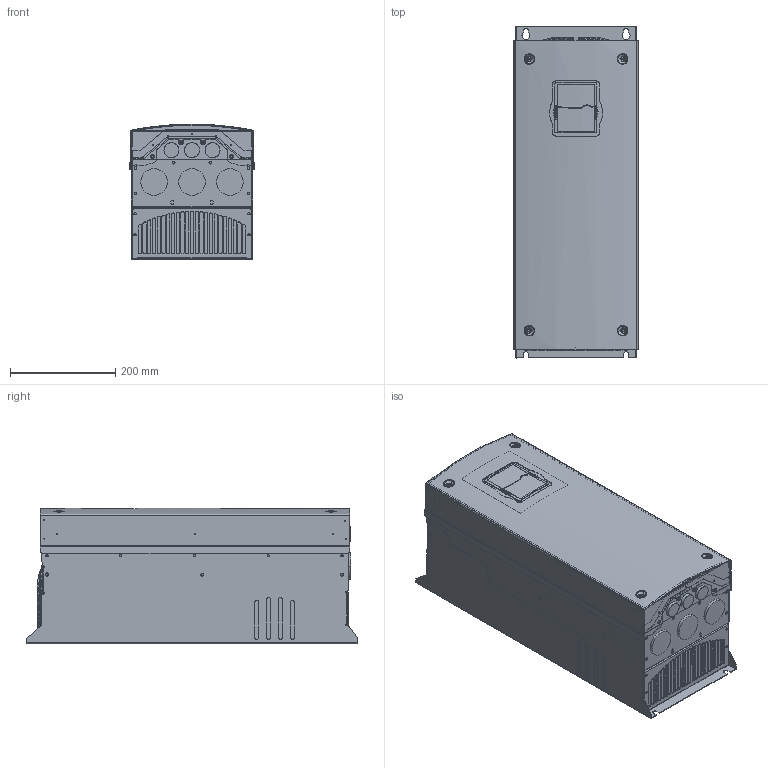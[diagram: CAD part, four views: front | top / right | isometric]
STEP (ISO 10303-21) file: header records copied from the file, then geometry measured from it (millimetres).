
FILE_DESCRIPTION((''),'2;1');
FILE_NAME('FR7_IP54_ASM_1','2020-02-28T',('U377409'),('Danfoss Drives A/S'),'CREO PARAMETRIC BY PTC INC, 2018070','CREO PARAMETRIC BY PTC INC, 2018070','');
FILE_SCHEMA(('CONFIG_CONTROL_DESIGN','GEOMETRIC_VALIDATION_PROPERTIES_MIM'));
Products named in the file (1): FR7_IP54_ASM_1
Bounding box: 238.08 x 630 x 257.31 mm (x, y, z)
Volume: 33178111 mm3; surface area: 1489035.2 mm2
Topology: 1 solids, 8 shells, 1631 faces, 4374 edges, 2876 vertices
Faces by surface type: plane 760, cylinder 714, torus 88, cone 24, bspline 24, extrusion 21
Entity records: 60586 total; most frequent: CARTESIAN_POINT 13612, ORIENTED_EDGE 8748, DIRECTION 8557, EDGE_CURVE 4374, AXIS2_PLACEMENT_3D 3089, VERTEX_POINT 2876, VECTOR 2379, LINE 2358
